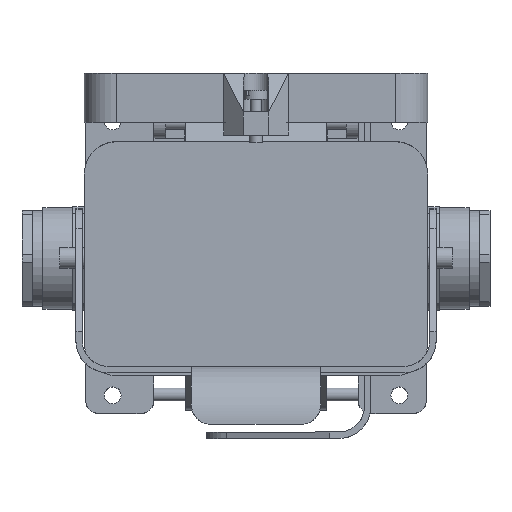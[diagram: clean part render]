
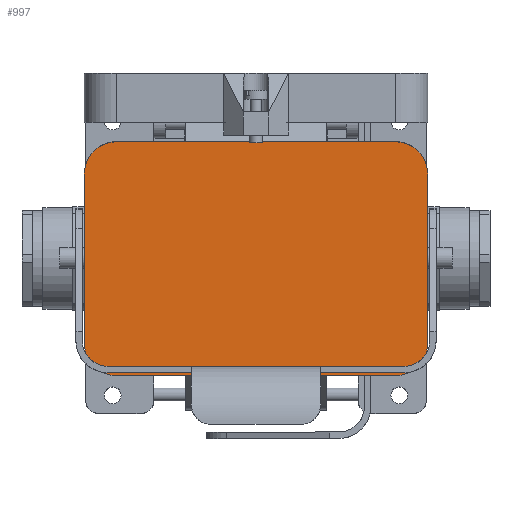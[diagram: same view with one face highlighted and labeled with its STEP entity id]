
A CAD part, top view. The second image highlights one B-rep face of the part: STEP entity #997.
In plain terms, the highlighted planar face has unit normal (0, 0, 1).
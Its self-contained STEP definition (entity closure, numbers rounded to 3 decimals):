
#997 = ADVANCED_FACE( '', ( #2115 ), #2116, .T. );
#2115 = FACE_OUTER_BOUND( '', #3322, .T. );
#2116 = PLANE( '', #3323 );
#3322 = EDGE_LOOP( '', ( #6226, #6227, #6228, #6229, #6230, #6231, #6232, #6233, #6234, #6235, #6236, #6237, #6238, #6239 ) );
#3323 = AXIS2_PLACEMENT_3D( '', #6240, #6241, #6242 );
#6226 = ORIENTED_EDGE( '', *, *, #7859, .F. );
#6227 = ORIENTED_EDGE( '', *, *, #7763, .T. );
#6228 = ORIENTED_EDGE( '', *, *, #7123, .T. );
#6229 = ORIENTED_EDGE( '', *, *, #7179, .F. );
#6230 = ORIENTED_EDGE( '', *, *, #7157, .F. );
#6231 = ORIENTED_EDGE( '', *, *, #7152, .F. );
#6232 = ORIENTED_EDGE( '', *, *, #7691, .T. );
#6233 = ORIENTED_EDGE( '', *, *, #7111, .T. );
#6234 = ORIENTED_EDGE( '', *, *, #7145, .F. );
#6235 = ORIENTED_EDGE( '', *, *, #8093, .T. );
#6236 = ORIENTED_EDGE( '', *, *, #7514, .T. );
#6237 = ORIENTED_EDGE( '', *, *, #6923, .T. );
#6238 = ORIENTED_EDGE( '', *, *, #7804, .F. );
#6239 = ORIENTED_EDGE( '', *, *, #8094, .F. );
#6240 = CARTESIAN_POINT( '', ( -54., 32.75, 19. ) );
#6241 = DIRECTION( '', ( 0., 0., 1. ) );
#6242 = DIRECTION( '', ( 1., 0., 0. ) );
#6923 = EDGE_CURVE( '', #8252, #8250, #8253, .T. );
#7111 = EDGE_CURVE( '', #8586, #8587, #8588, .F. );
#7123 = EDGE_CURVE( '', #8607, #8605, #8608, .T. );
#7145 = EDGE_CURVE( '', #8641, #8587, #8643, .T. );
#7152 = EDGE_CURVE( '', #8651, #8653, #8654, .T. );
#7157 = EDGE_CURVE( '', #8653, #8661, #8662, .T. );
#7179 = EDGE_CURVE( '', #8661, #8605, #8698, .T. );
#7514 = EDGE_CURVE( '', #9239, #8252, #9240, .T. );
#7691 = EDGE_CURVE( '', #8651, #8586, #9505, .T. );
#7763 = EDGE_CURVE( '', #8723, #8607, #9602, .T. );
#7804 = EDGE_CURVE( '', #9661, #8250, #9663, .T. );
#7859 = EDGE_CURVE( '', #8723, #8455, #9739, .T. );
#8093 = EDGE_CURVE( '', #8641, #9239, #10034, .T. );
#8094 = EDGE_CURVE( '', #8455, #9661, #10035, .T. );
#8250 = VERTEX_POINT( '', #10224 );
#8252 = VERTEX_POINT( '', #10227 );
#8253 = LINE( '', #10228, #10229 );
#8455 = VERTEX_POINT( '', #10548 );
#8586 = VERTEX_POINT( '', #10721 );
#8587 = VERTEX_POINT( '', #10722 );
#8588 = CIRCLE( '', #10723, 5. );
#8605 = VERTEX_POINT( '', #10744 );
#8607 = VERTEX_POINT( '', #10747 );
#8608 = CIRCLE( '', #10748, 12.5 );
#8641 = VERTEX_POINT( '', #10793 );
#8643 = LINE( '', #10796, #10797 );
#8651 = VERTEX_POINT( '', #10807 );
#8653 = VERTEX_POINT( '', #10810 );
#8654 = LINE( '', #10811, #10812 );
#8661 = VERTEX_POINT( '', #10821 );
#8662 = CIRCLE( '', #10822, 12.5 );
#8698 = LINE( '', #10870, #10871 );
#8723 = VERTEX_POINT( '', #10906 );
#9239 = VERTEX_POINT( '', #11655 );
#9240 = CIRCLE( '', #11656, 12.5 );
#9505 = LINE( '', #12038, #12039 );
#9602 = LINE( '', #12176, #12177 );
#9661 = VERTEX_POINT( '', #12250 );
#9663 = CIRCLE( '', #12253, 12.5 );
#9739 = LINE( '', #12360, #12361 );
#10034 = LINE( '', #12767, #12768 );
#10035 = LINE( '', #12769, #12770 );
#10224 = CARTESIAN_POINT( '', ( -66.5, -32.75, 19. ) );
#10227 = CARTESIAN_POINT( '', ( -66.5, 32.75, 19. ) );
#10228 = CARTESIAN_POINT( '', ( -66.5, 32.75, 19. ) );
#10229 = VECTOR( '', #12958, 1000. );
#10548 = CARTESIAN_POINT( '', ( -27.25, -45.25, 19. ) );
#10721 = CARTESIAN_POINT( '', ( 4.33, 45.25, 19. ) );
#10722 = CARTESIAN_POINT( '', ( -4.33, 45.25, 19. ) );
#10723 = AXIS2_PLACEMENT_3D( '', #13202, #13203, #13204 );
#10744 = CARTESIAN_POINT( '', ( 66.5, -32.75, 19. ) );
#10747 = CARTESIAN_POINT( '', ( 54., -45.25, 19. ) );
#10748 = AXIS2_PLACEMENT_3D( '', #13222, #13223, #13224 );
#10793 = CARTESIAN_POINT( '', ( -12.5, 45.25, 19. ) );
#10796 = CARTESIAN_POINT( '', ( -132.126, 45.25, 19. ) );
#10797 = VECTOR( '', #13247, 1000. );
#10807 = CARTESIAN_POINT( '', ( 12.5, 45.25, 19. ) );
#10810 = CARTESIAN_POINT( '', ( 54., 45.25, 19. ) );
#10811 = CARTESIAN_POINT( '', ( 0., 45.25, 19. ) );
#10812 = VECTOR( '', #13254, 1000. );
#10821 = CARTESIAN_POINT( '', ( 66.5, 32.75, 19. ) );
#10822 = AXIS2_PLACEMENT_3D( '', #13260, #13261, #13262 );
#10870 = CARTESIAN_POINT( '', ( 66.5, 32.75, 19. ) );
#10871 = VECTOR( '', #13293, 1000. );
#10906 = CARTESIAN_POINT( '', ( 27.25, -45.25, 19. ) );
#11655 = CARTESIAN_POINT( '', ( -54., 45.25, 19. ) );
#11656 = AXIS2_PLACEMENT_3D( '', #13677, #13678, #13679 );
#12038 = CARTESIAN_POINT( '', ( 132.126, 45.25, 19. ) );
#12039 = VECTOR( '', #13868, 1000. );
#12176 = CARTESIAN_POINT( '', ( 0., -45.25, 19. ) );
#12177 = VECTOR( '', #13942, 1000. );
#12250 = CARTESIAN_POINT( '', ( -54., -45.25, 19. ) );
#12253 = AXIS2_PLACEMENT_3D( '', #14003, #14004, #14005 );
#12360 = CARTESIAN_POINT( '', ( 0., -45.25, 19. ) );
#12361 = VECTOR( '', #14073, 1000. );
#12767 = CARTESIAN_POINT( '', ( 0., 45.25, 19. ) );
#12768 = VECTOR( '', #14318, 1000. );
#12769 = CARTESIAN_POINT( '', ( 0., -45.25, 19. ) );
#12770 = VECTOR( '', #14319, 1000. );
#12958 = DIRECTION( '', ( 0., -1., 0. ) );
#13202 = CARTESIAN_POINT( '', ( 0., 47.75, 19. ) );
#13203 = DIRECTION( '', ( 0., 0., 1. ) );
#13204 = DIRECTION( '', ( 1., 0., 0. ) );
#13222 = CARTESIAN_POINT( '', ( 54., -32.75, 19. ) );
#13223 = DIRECTION( '', ( 0., 0., 1. ) );
#13224 = DIRECTION( '', ( -1., 0., 0. ) );
#13247 = DIRECTION( '', ( 1., 0., 0. ) );
#13254 = DIRECTION( '', ( 1., 0., 0. ) );
#13260 = CARTESIAN_POINT( '', ( 54., 32.75, 19. ) );
#13261 = DIRECTION( '', ( 0., 0., -1. ) );
#13262 = DIRECTION( '', ( -1., 0., 0. ) );
#13293 = DIRECTION( '', ( 0., -1., 0. ) );
#13677 = CARTESIAN_POINT( '', ( -54., 32.75, 19. ) );
#13678 = DIRECTION( '', ( 0., 0., 1. ) );
#13679 = DIRECTION( '', ( 1., 0., 0. ) );
#13868 = DIRECTION( '', ( -1., 0., 0. ) );
#13942 = DIRECTION( '', ( 1., 0., 0. ) );
#14003 = CARTESIAN_POINT( '', ( -54., -32.75, 19. ) );
#14004 = DIRECTION( '', ( 0., 0., -1. ) );
#14005 = DIRECTION( '', ( 1., 0., 0. ) );
#14073 = DIRECTION( '', ( -1., 0., 0. ) );
#14318 = DIRECTION( '', ( -1., 0., 0. ) );
#14319 = DIRECTION( '', ( -1., 0., 0. ) );
